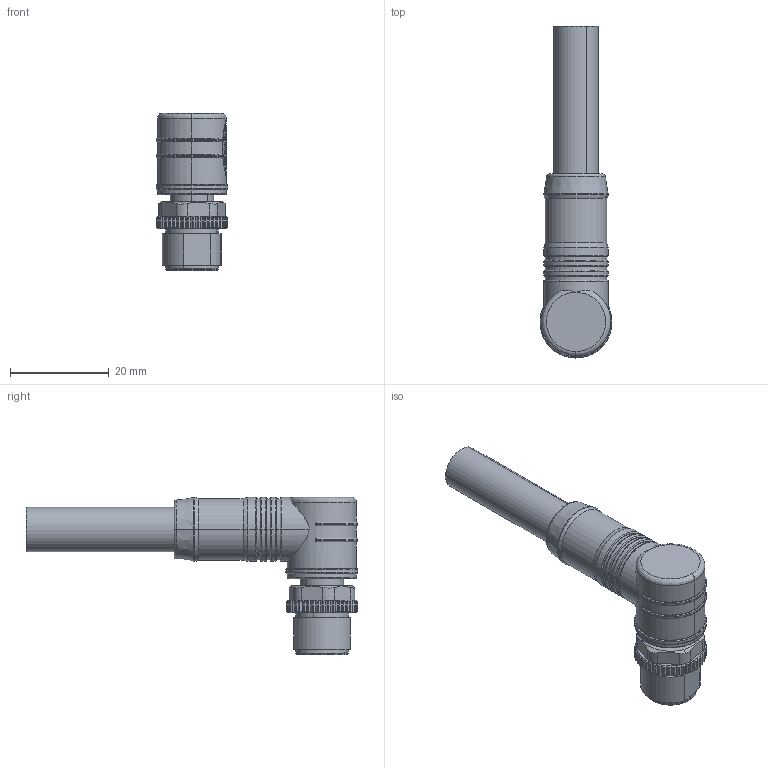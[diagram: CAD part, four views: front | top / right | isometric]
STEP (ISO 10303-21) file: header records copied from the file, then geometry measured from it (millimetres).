
FILE_DESCRIPTION (( 'STEP AP203' ), '1' );
FILE_NAME ('P123.STEP', '2020-04-30T08:45:55', ( 'edpusr' ), ( 'Microsoft' ), 'SwSTEP 2.0', 'SolidWorks 2015', '' );
FILE_SCHEMA (( 'CONFIG_CONTROL_DESIGN' ));
Length unit declared in the file: millimetre
Products named in the file (1): P123
Bounding box: 14.6 x 67.3 x 31.9 mm (x, y, z)
Volume: 8549.3 mm3; surface area: 7027.1 mm2
Topology: 10 solids, 10 shells, 974 faces, 2556 edges, 1635 vertices
Faces by surface type: plane 384, cylinder 332, bspline 204, cone 52, torus 2
Entity records: 37095 total; most frequent: CARTESIAN_POINT 15001, ORIENTED_EDGE 5050, DIRECTION 3950, EDGE_CURVE 2525, VERTEX_POINT 1635, AXIS2_PLACEMENT_3D 1464, EDGE_LOOP 1050, LINE 1022
